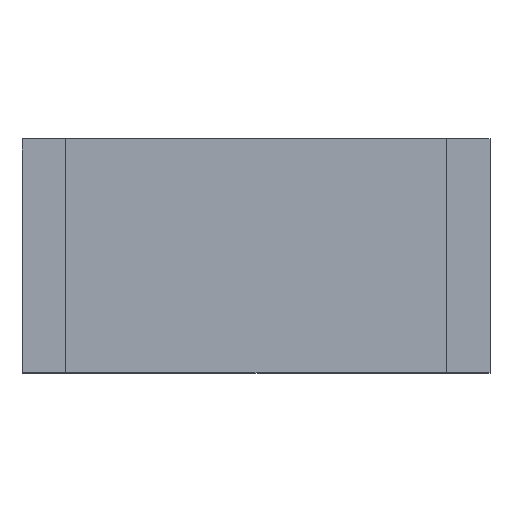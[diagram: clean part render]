
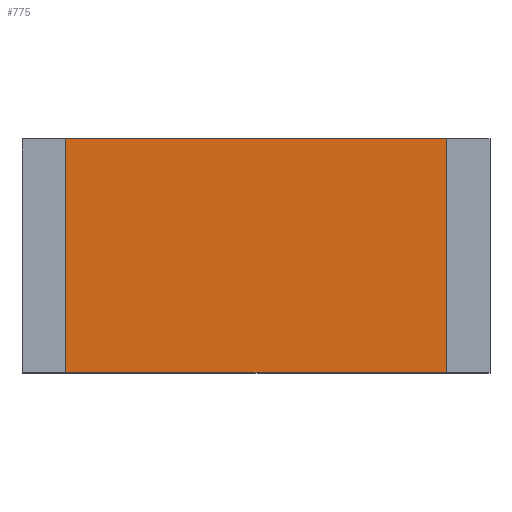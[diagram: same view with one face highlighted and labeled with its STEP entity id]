
A CAD part, top view. The second image highlights one B-rep face of the part: STEP entity #775.
In plain terms, the highlighted planar face has unit normal (0, 0, 1).
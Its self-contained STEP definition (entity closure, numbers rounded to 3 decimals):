
#647=CARTESIAN_POINT('',(3.2,-1.625,0.7));
#648=VERTEX_POINT('',#647);
#655=CARTESIAN_POINT('',(-3.2,-1.625,0.7));
#656=VERTEX_POINT('',#655);
#657=CARTESIAN_POINT('',(3.2,-1.625,0.7));
#658=DIRECTION('',(-1.0,0.0,0.0));
#659=VECTOR('',#658,6.4);
#660=LINE('',#657,#659);
#661=EDGE_CURVE('',#648,#656,#660,.T.);
#685=CARTESIAN_POINT('',(3.2,1.625,0.7));
#686=VERTEX_POINT('',#685);
#703=CARTESIAN_POINT('',(-3.2,1.625,0.7));
#704=VERTEX_POINT('',#703);
#711=CARTESIAN_POINT('',(-3.2,1.625,0.7));
#712=DIRECTION('',(1.0,0.0,0.0));
#713=VECTOR('',#712,6.4);
#714=LINE('',#711,#713);
#715=EDGE_CURVE('',#704,#686,#714,.T.);
#747=CARTESIAN_POINT('',(-3.2,-1.625,0.7));
#748=DIRECTION('',(0.0,1.0,0.0));
#749=VECTOR('',#748,3.25);
#750=LINE('',#747,#749);
#751=EDGE_CURVE('',#656,#704,#750,.T.);
#759=CARTESIAN_POINT('',(0.0,-0.025,0.7));
#760=DIRECTION('',(0.0,0.0,-1.0));
#761=DIRECTION('',(0.0,1.0,0.0));
#762=AXIS2_PLACEMENT_3D('',#759,#760,#761);
#763=PLANE('',#762);
#764=CARTESIAN_POINT('',(3.2,-1.625,0.7));
#765=DIRECTION('',(0.0,1.0,0.0));
#766=VECTOR('',#765,3.25);
#767=LINE('',#764,#766);
#768=EDGE_CURVE('',#648,#686,#767,.T.);
#769=ORIENTED_EDGE('',*,*,#768,.T.);
#770=ORIENTED_EDGE('',*,*,#715,.F.);
#771=ORIENTED_EDGE('',*,*,#751,.F.);
#772=ORIENTED_EDGE('',*,*,#661,.F.);
#773=EDGE_LOOP('',(#769,#770,#771,#772));
#774=FACE_OUTER_BOUND('',#773,.T.);
#775=ADVANCED_FACE('',(#774),#763,.F.);
